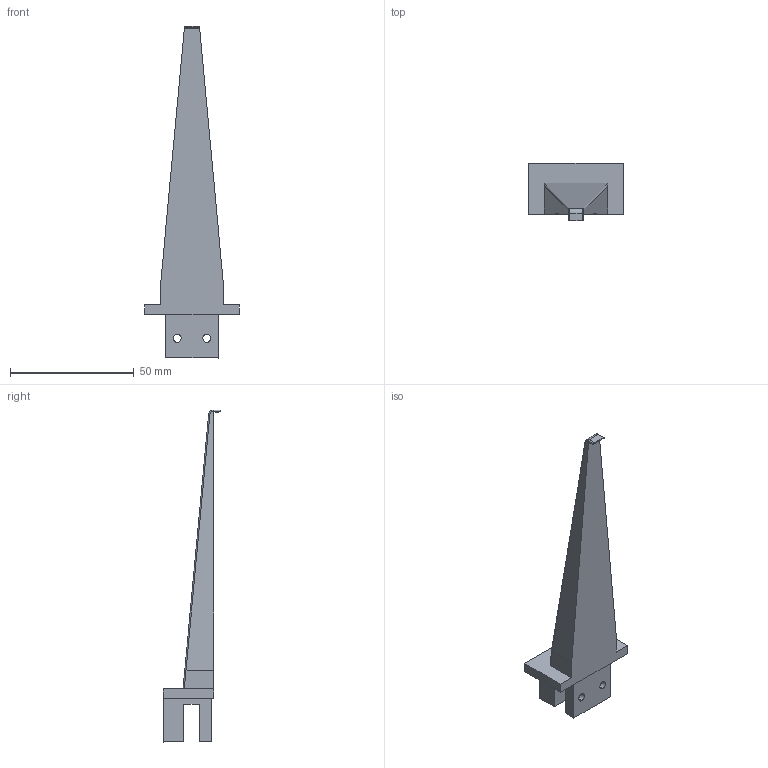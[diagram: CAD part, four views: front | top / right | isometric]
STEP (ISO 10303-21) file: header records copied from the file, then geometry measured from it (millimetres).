
FILE_DESCRIPTION (( 'STEP AP214' ), '1' );
FILE_NAME ('one_finger_backing.STEP', '2025-03-17T22:33:40', ( '' ), ( '' ), 'SwSTEP 2.0', 'SolidWorks 2024', '' );
FILE_SCHEMA (( 'AUTOMOTIVE_DESIGN' ));
Length unit declared in the file: millimetre
Products named in the file (1): one_finger_backing
Bounding box: 38.1 x 23.25 x 134 mm (x, y, z)
Volume: 23254.7 mm3; surface area: 9207.7 mm2
Topology: 1 solids, 1 shells, 46 faces, 122 edges, 80 vertices
Faces by surface type: plane 25, cylinder 19, bspline 2
Entity records: 1513 total; most frequent: CARTESIAN_POINT 337, ORIENTED_EDGE 244, DIRECTION 232, EDGE_CURVE 122, LINE 82, VECTOR 82, VERTEX_POINT 80, AXIS2_PLACEMENT_3D 75
